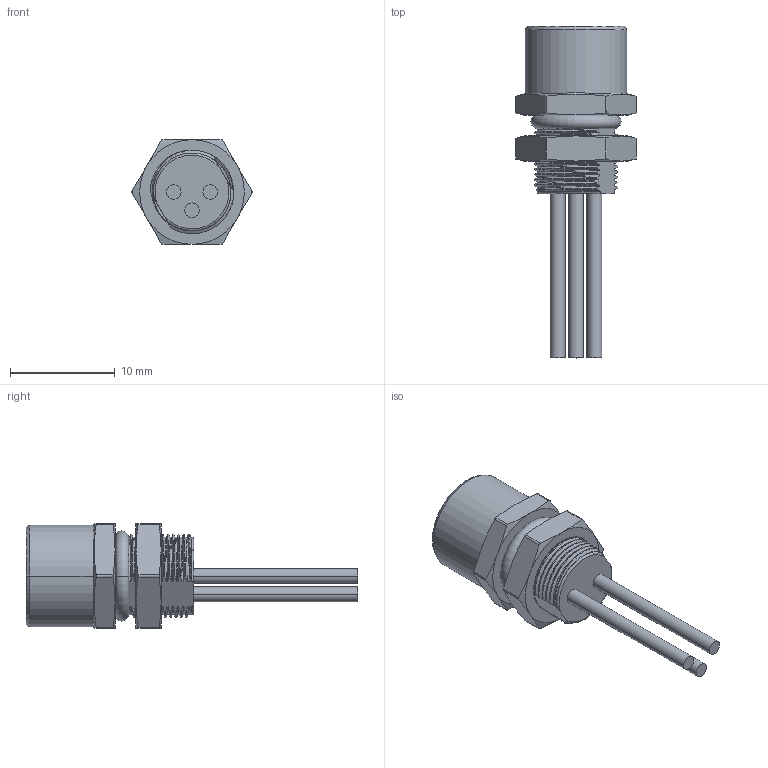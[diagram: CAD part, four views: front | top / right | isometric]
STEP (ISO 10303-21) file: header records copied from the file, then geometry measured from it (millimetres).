
FILE_DESCRIPTION((''),'2;1');
FILE_NAME('M8-FC03-BK-M8-W0_25_SW0001','2017-06-01T',('zq.xu'),(''),'PRO/ENGINEER BY PARAMETRIC TECHNOLOGY CORPORATION, 2012480','PRO/ENGINEER BY PARAMETRIC TECHNOLOGY CORPORATION, 2012480','');
FILE_SCHEMA(('AUTOMOTIVE_DESIGN { 1 0 10303 214 1 1 1 1 }'));
Length unit declared in the file: millimetre
Products named in the file (1): M8-FC03-BK-M8-W0_25_SW0001
Bounding box: 11.48 x 31.7 x 10 mm (x, y, z)
Volume: 984.8 mm3; surface area: 1760.2 mm2
Topology: 1 solids, 2 shells, 345 faces, 929 edges, 581 vertices
Faces by surface type: cylinder 113, bspline 85, cone 72, plane 54, torus 21
Entity records: 19765 total; most frequent: CARTESIAN_POINT 11981, ORIENTED_EDGE 1846, DIRECTION 1254, EDGE_CURVE 923, VERTEX_POINT 581, AXIS2_PLACEMENT_3D 499, B_SPLINE_CURVE_WITH_KNOTS 428, EDGE_LOOP 368
